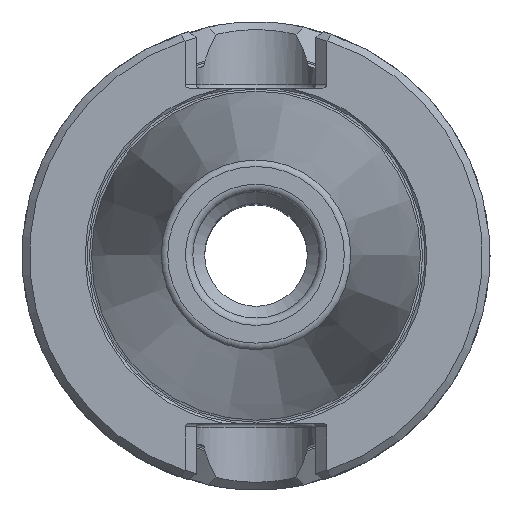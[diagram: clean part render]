
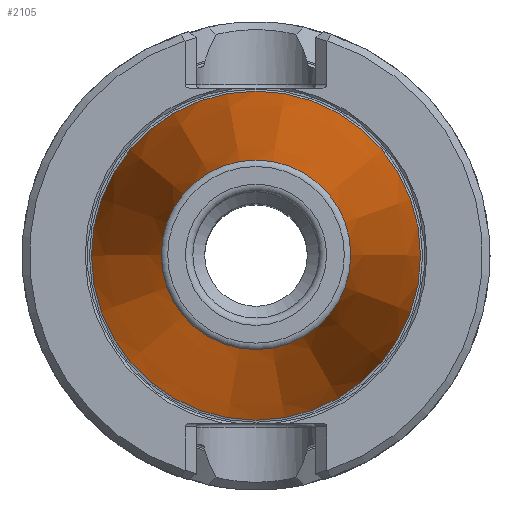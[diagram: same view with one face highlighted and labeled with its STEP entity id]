
A CAD part, top view. The second image highlights one B-rep face of the part: STEP entity #2105.
In plain terms, the highlighted conical face has half-angle 8.297 degrees and reference radius 12.396 mm.
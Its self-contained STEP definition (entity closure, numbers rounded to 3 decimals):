
#252=CONICAL_SURFACE('',#2243,12.396,0.145);
#329=ORIENTED_EDGE('',*,*,#687,.T.);
#330=ORIENTED_EDGE('',*,*,#686,.F.);
#686=EDGE_CURVE('',#880,#880,#1020,.F.);
#687=EDGE_CURVE('',#881,#881,#1021,.F.);
#880=VERTEX_POINT('',#2864);
#881=VERTEX_POINT('',#2867);
#1020=CIRCLE('',#2242,12.763);
#1021=CIRCLE('',#2244,22.149);
#1127=EDGE_LOOP('',(#329));
#1128=EDGE_LOOP('',(#330));
#1271=FACE_BOUND('',#1127,.T.);
#1272=FACE_BOUND('',#1128,.T.);
#2105=ADVANCED_FACE('',(#1271,#1272),#252,.T.);
#2242=AXIS2_PLACEMENT_3D('',#2863,#2486,#2487);
#2243=AXIS2_PLACEMENT_3D('',#2865,#2488,#2489);
#2244=AXIS2_PLACEMENT_3D('',#2866,#2490,#2491);
#2486=DIRECTION('',(0.,0.,-1.));
#2487=DIRECTION('',(-1.,0.,0.));
#2488=DIRECTION('',(0.,0.,-1.));
#2489=DIRECTION('',(-1.,0.,0.));
#2490=DIRECTION('',(0.,0.,-1.));
#2491=DIRECTION('',(-1.,0.,0.));
#2863=CARTESIAN_POINT('',(0.,0.,64.886));
#2864=CARTESIAN_POINT('',(-12.763,0.,64.886));
#2865=CARTESIAN_POINT('',(0.,0.,67.4));
#2866=CARTESIAN_POINT('',(0.,0.,0.524));
#2867=CARTESIAN_POINT('',(-22.149,0.,0.524));
